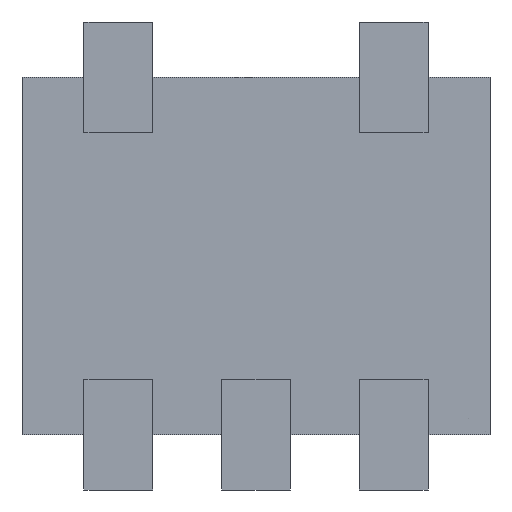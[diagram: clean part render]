
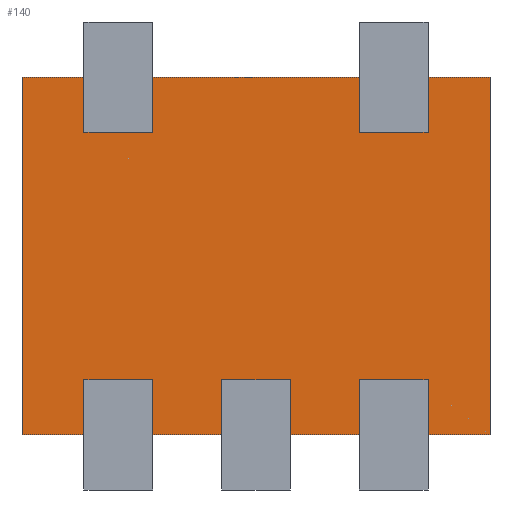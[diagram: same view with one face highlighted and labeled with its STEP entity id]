
A CAD part, front view. The second image highlights one B-rep face of the part: STEP entity #140.
In plain terms, the highlighted planar face has unit normal (0, -1, 0).
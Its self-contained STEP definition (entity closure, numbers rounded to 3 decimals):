
#7 = LINE ( 'NONE', #709, #950 ) ;
#25 = LINE ( 'NONE', #727, #812 ) ;
#37 = CARTESIAN_POINT ( 'NONE',  ( 0., 0., 0. ) ) ;
#43 = EDGE_CURVE ( 'NONE', #905, #1468, #25, .T. ) ;
#140 = ADVANCED_FACE ( 'NONE', ( #1476 ), #776, .T. ) ;
#167 = ORIENTED_EDGE ( 'NONE', *, *, #1222, .F. ) ;
#306 = CARTESIAN_POINT ( 'NONE',  ( 0.85, 0., -0.65 ) ) ;
#347 = CARTESIAN_POINT ( 'NONE',  ( -0.85, 0., 0.65 ) ) ;
#389 = VERTEX_POINT ( 'NONE', #306 ) ;
#412 = CARTESIAN_POINT ( 'NONE',  ( -0.85, 0., 0.65 ) ) ;
#428 = LINE ( 'NONE', #875, #1315 ) ;
#482 = EDGE_CURVE ( 'NONE', #389, #905, #7, .T. ) ;
#516 = AXIS2_PLACEMENT_3D ( 'NONE', #37, #1353, #1246 ) ;
#653 = CARTESIAN_POINT ( 'NONE',  ( 0.85, 0., 0.65 ) ) ;
#709 = CARTESIAN_POINT ( 'NONE',  ( -0.85, 0., -0.65 ) ) ;
#727 = CARTESIAN_POINT ( 'NONE',  ( -0.85, 0., 0.65 ) ) ;
#730 = EDGE_CURVE ( 'NONE', #1454, #389, #428, .T. ) ;
#768 = ORIENTED_EDGE ( 'NONE', *, *, #730, .F. ) ;
#774 = DIRECTION ( 'NONE',  ( 0., 0., -1. ) ) ;
#776 = PLANE ( 'NONE',  #516 ) ;
#812 = VECTOR ( 'NONE', #854, 1000. ) ;
#854 = DIRECTION ( 'NONE',  ( 0., 0., 1. ) ) ;
#875 = CARTESIAN_POINT ( 'NONE',  ( 0.85, 0., 0.65 ) ) ;
#905 = VERTEX_POINT ( 'NONE', #1015 ) ;
#950 = VECTOR ( 'NONE', #1063, 1000. ) ;
#1015 = CARTESIAN_POINT ( 'NONE',  ( -0.85, 0., -0.65 ) ) ;
#1019 = LINE ( 'NONE', #347, #1320 ) ;
#1063 = DIRECTION ( 'NONE',  ( -1., 0., 0. ) ) ;
#1222 = EDGE_CURVE ( 'NONE', #1468, #1454, #1019, .T. ) ;
#1246 = DIRECTION ( 'NONE',  ( 0., 0., -1. ) ) ;
#1303 = ORIENTED_EDGE ( 'NONE', *, *, #482, .F. ) ;
#1315 = VECTOR ( 'NONE', #774, 1000. ) ;
#1320 = VECTOR ( 'NONE', #1430, 1000. ) ;
#1353 = DIRECTION ( 'NONE',  ( 0., -1., 0. ) ) ;
#1430 = DIRECTION ( 'NONE',  ( 1., 0., 0. ) ) ;
#1454 = VERTEX_POINT ( 'NONE', #653 ) ;
#1468 = VERTEX_POINT ( 'NONE', #412 ) ;
#1476 = FACE_OUTER_BOUND ( 'NONE', #1539, .T. ) ;
#1503 = ORIENTED_EDGE ( 'NONE', *, *, #43, .F. ) ;
#1539 = EDGE_LOOP ( 'NONE', ( #768, #167, #1503, #1303 ) ) ;
